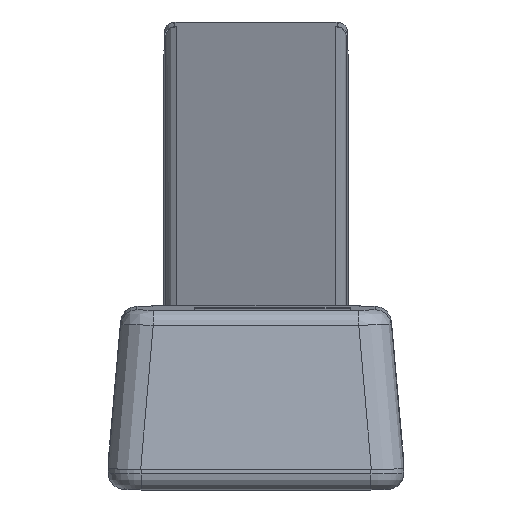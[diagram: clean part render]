
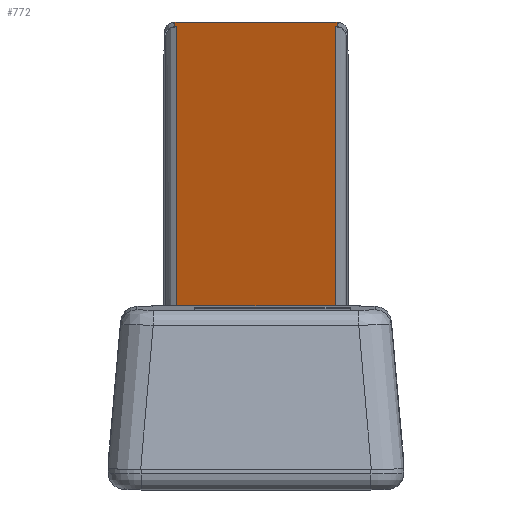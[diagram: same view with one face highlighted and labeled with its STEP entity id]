
A CAD part, front view. The second image highlights one B-rep face of the part: STEP entity #772.
In plain terms, the highlighted planar face has unit normal (0, -0.022, 1).
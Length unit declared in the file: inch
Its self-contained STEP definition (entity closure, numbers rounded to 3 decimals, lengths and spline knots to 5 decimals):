
#645=B_SPLINE_CURVE_WITH_KNOTS('',3,(#3216,#3217,#3218,#3219),
 .UNSPECIFIED.,.F.,.F.,(4,4),(0.,1.),.UNSPECIFIED.);
#646=B_SPLINE_CURVE_WITH_KNOTS('',3,(#3221,#3222,#3223,#3224),
 .UNSPECIFIED.,.F.,.F.,(4,4),(0.,1.),.UNSPECIFIED.);
#647=B_SPLINE_CURVE_WITH_KNOTS('',3,(#3226,#3227,#3228,#3229),
 .UNSPECIFIED.,.F.,.F.,(4,4),(0.,1.),.UNSPECIFIED.);
#772=ADVANCED_FACE('',(#937),#885,.T.);
#885=PLANE('',#2464);
#937=FACE_OUTER_BOUND('',#1048,.T.);
#1048=EDGE_LOOP('',(#1183,#1184,#1185,#1186,#1187,#1188,#1189,#1190,#1191,
#1192));
#1183=ORIENTED_EDGE('',*,*,#1905,.T.);
#1184=ORIENTED_EDGE('',*,*,#1906,.T.);
#1185=ORIENTED_EDGE('',*,*,#1907,.T.);
#1186=ORIENTED_EDGE('',*,*,#1908,.T.);
#1187=ORIENTED_EDGE('',*,*,#1909,.T.);
#1188=ORIENTED_EDGE('',*,*,#1910,.T.);
#1189=ORIENTED_EDGE('',*,*,#1911,.F.);
#1190=ORIENTED_EDGE('',*,*,#1912,.T.);
#1191=ORIENTED_EDGE('',*,*,#1913,.T.);
#1192=ORIENTED_EDGE('',*,*,#1914,.T.);
#1722=VERTEX_POINT('',#3165);
#1737=VERTEX_POINT('',#3206);
#1738=VERTEX_POINT('',#3207);
#1739=VERTEX_POINT('',#3209);
#1740=VERTEX_POINT('',#3211);
#1741=VERTEX_POINT('',#3213);
#1742=VERTEX_POINT('',#3215);
#1743=VERTEX_POINT('',#3220);
#1744=VERTEX_POINT('',#3225);
#1745=VERTEX_POINT('',#3231);
#1905=EDGE_CURVE('',#1737,#1738,#2176,.T.);
#1906=EDGE_CURVE('',#1738,#1739,#2177,.T.);
#1907=EDGE_CURVE('',#1739,#1740,#2178,.T.);
#1908=EDGE_CURVE('',#1740,#1741,#2179,.T.);
#1909=EDGE_CURVE('',#1741,#1742,#2180,.T.);
#1910=EDGE_CURVE('',#1742,#1743,#645,.T.);
#1911=EDGE_CURVE('',#1744,#1743,#646,.T.);
#1912=EDGE_CURVE('',#1744,#1722,#647,.T.);
#1913=EDGE_CURVE('',#1722,#1745,#2181,.T.);
#1914=EDGE_CURVE('',#1745,#1737,#2182,.T.);
#2176=LINE('',#3205,#2323);
#2177=LINE('',#3208,#2324);
#2178=LINE('',#3210,#2325);
#2179=LINE('',#3212,#2326);
#2180=LINE('',#3214,#2327);
#2181=LINE('',#3230,#2328);
#2182=LINE('',#3232,#2329);
#2323=VECTOR('',#2674,1.);
#2324=VECTOR('',#2675,1.);
#2325=VECTOR('',#2676,1.);
#2326=VECTOR('',#2677,1.);
#2327=VECTOR('',#2678,1.);
#2328=VECTOR('',#2679,1.);
#2329=VECTOR('',#2680,1.);
#2464=AXIS2_PLACEMENT_3D('',#3233,#2681,#2682);
#2674=DIRECTION('',(0.,-1.,-0.022));
#2675=DIRECTION('',(1.,0.,0.));
#2676=DIRECTION('',(0.,1.,0.022));
#2677=DIRECTION('',(1.,0.,0.));
#2678=DIRECTION('',(0.,1.,0.022));
#2679=DIRECTION('',(0.,-1.,-0.022));
#2680=DIRECTION('',(1.,0.,0.));
#2681=DIRECTION('',(0.,-0.022,1.));
#2682=DIRECTION('',(0.,-1.,-0.022));
#3165=CARTESIAN_POINT('',(4.6973,19.08547,0.41631));
#3205=CARTESIAN_POINT('',(4.7,2.31558,0.05052));
#3206=CARTESIAN_POINT('',(4.7,18.68555,0.40768));
#3207=CARTESIAN_POINT('',(4.7,-16.64854,-0.36324));
#3208=CARTESIAN_POINT('',(5.00257,-16.64854,-0.36324));
#3209=CARTESIAN_POINT('',(5.00257,-16.64854,-0.36324));
#3210=CARTESIAN_POINT('',(5.00257,2.31558,0.05052));
#3211=CARTESIAN_POINT('',(5.00257,18.68555,0.40768));
#3212=CARTESIAN_POINT('',(4.85129,18.68555,0.40768));
#3213=CARTESIAN_POINT('',(5.00529,18.68555,0.40768));
#3214=CARTESIAN_POINT('',(5.00529,19.08546,0.41641));
#3215=CARTESIAN_POINT('',(5.00528,19.08547,0.41631));
#3216=CARTESIAN_POINT('',(5.00529,19.08546,0.41641));
#3217=CARTESIAN_POINT('',(5.00438,19.08546,0.41641));
#3218=CARTESIAN_POINT('',(5.00348,19.08546,0.41641));
#3219=CARTESIAN_POINT('',(5.00258,19.08546,0.41641));
#3220=CARTESIAN_POINT('',(5.00258,19.08546,0.41641));
#3221=CARTESIAN_POINT('',(4.7,19.08546,0.41641));
#3222=CARTESIAN_POINT('',(4.80086,19.08546,0.41641));
#3223=CARTESIAN_POINT('',(4.90172,19.08546,0.41641));
#3224=CARTESIAN_POINT('',(5.00258,19.08546,0.41641));
#3225=CARTESIAN_POINT('',(4.7,19.08546,0.41641));
#3226=CARTESIAN_POINT('',(4.7,19.08546,0.41641));
#3227=CARTESIAN_POINT('',(4.6991,19.08546,0.41641));
#3228=CARTESIAN_POINT('',(4.69819,19.08546,0.41641));
#3229=CARTESIAN_POINT('',(4.69729,19.08546,0.41641));
#3230=CARTESIAN_POINT('',(4.69729,19.08546,0.41641));
#3231=CARTESIAN_POINT('',(4.69729,18.68555,0.40768));
#3232=CARTESIAN_POINT('',(4.85129,18.68555,0.40768));
#3233=CARTESIAN_POINT('',(5.02554,2.31558,0.05052));
